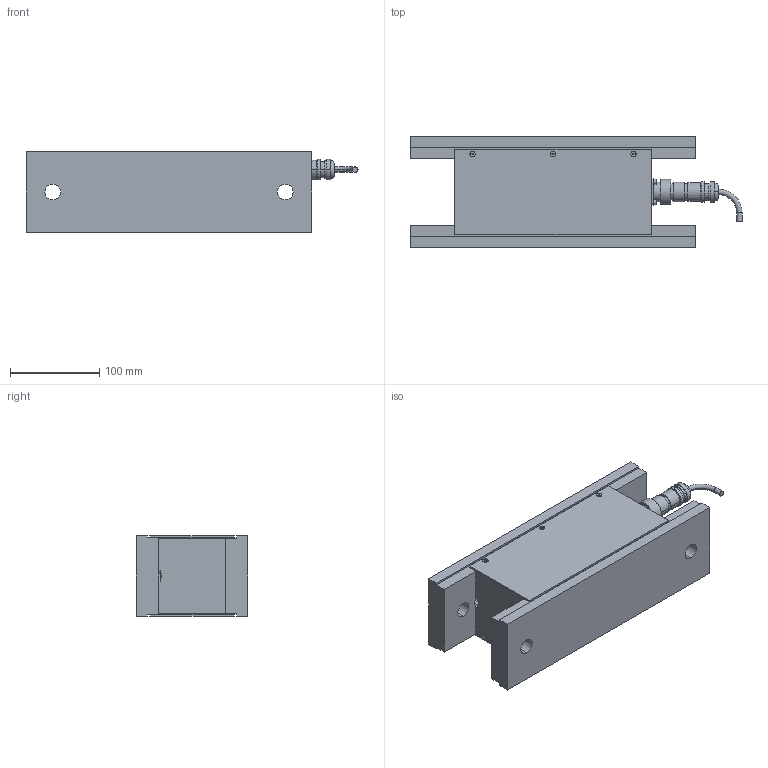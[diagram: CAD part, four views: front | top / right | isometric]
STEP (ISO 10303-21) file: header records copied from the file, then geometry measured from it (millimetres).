
FILE_DESCRIPTION((''),'2;1');
FILE_NAME('49689.stp','2007-02-05T16:28:08',(''),(''),'Mechanical Desktop 2007','Mechanical Desktop 2007',', , ');
FILE_SCHEMA(('CONFIG_CONTROL_DESIGN'));
Length unit declared in the file: millimetre
Products named in the file (13): U49689; U4812504; U47671; TEIL1; SENKSCHRAUBE_I-6KT_M3X8_ROSTFA; SENKSCHRAUBE_I-6KT_M3X8_ROSTF; KABELDOSE_PG_AMPH_4-POLA; KABELDOSE_PG_AMPH_4-POL; FEDERRING_M3A; FEDERRING_M3; I-6KT_SCHRAUBE_M3X8A; I-6KT_SCHRAUBE_M3X8; RM_SDB
Assembly tree (26 placements, depth 3):
  U49689
    U4812504
    U47671  x2
      TEIL1
    SENKSCHRAUBE_I-6KT_M3X8_ROSTFA  x6
      SENKSCHRAUBE_I-6KT_M3X8_ROSTF
    KABELDOSE_PG_AMPH_4-POLA
      KABELDOSE_PG_AMPH_4-POL
    FEDERRING_M3A  x4
      FEDERRING_M3
    I-6KT_SCHRAUBE_M3X8A  x4
      I-6KT_SCHRAUBE_M3X8
    RM_SDB  x3
Bounding box: 371.5 x 125 x 90 mm (x, y, z)
Volume: 2856222.9 mm3; surface area: 271536.1 mm2
Topology: 18 solids, 18 shells, 379 faces, 867 edges, 540 vertices
Faces by surface type: cylinder 162, plane 133, cone 72, torus 12
Entity records: 6650 total; most frequent: DIRECTION 1231, CARTESIAN_POINT 1076, ORIENTED_EDGE 990, EDGE_CURVE 495, AXIS2_PLACEMENT_3D 487, VERTEX_POINT 319, EDGE_LOOP 278, VECTOR 257
